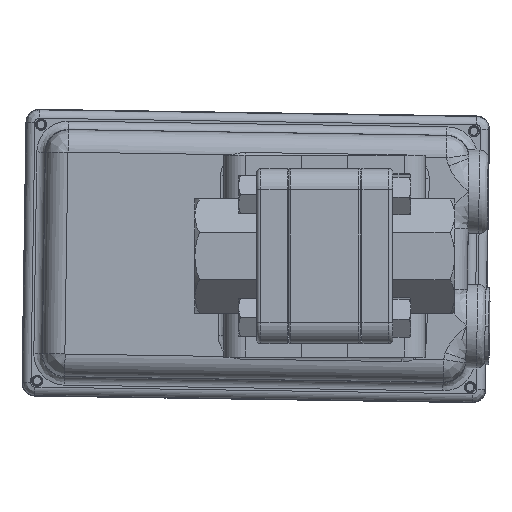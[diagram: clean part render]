
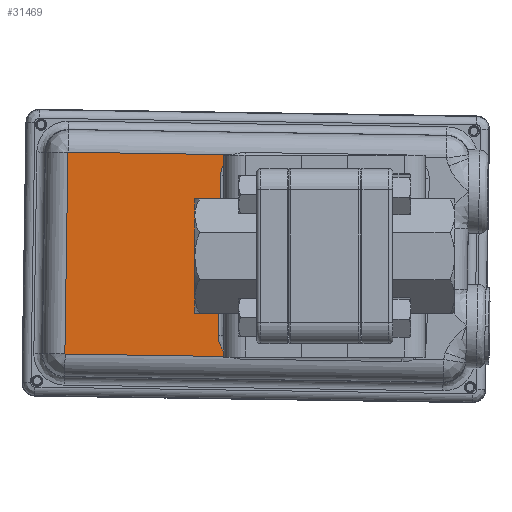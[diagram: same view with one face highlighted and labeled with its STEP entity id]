
A CAD part, front view. The second image highlights one B-rep face of the part: STEP entity #31469.
In plain terms, the highlighted planar face has unit normal (0, -1, 0).
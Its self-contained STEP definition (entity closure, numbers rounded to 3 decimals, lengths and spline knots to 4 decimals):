
#331 =( BOUNDED_CURVE ( )  B_SPLINE_CURVE ( 3, ( #38859, #25751, #5485, #29124 ),
 .UNSPECIFIED., .F., .T. ) 
 B_SPLINE_CURVE_WITH_KNOTS ( ( 4, 4 ),
 ( 0., 1. ),
 .UNSPECIFIED. ) 
 CURVE ( )  GEOMETRIC_REPRESENTATION_ITEM ( )  RATIONAL_B_SPLINE_CURVE ( ( 1., 0.805, 0.805, 1. ) ) 
 REPRESENTATION_ITEM ( '' )  );
#1682 = CARTESIAN_POINT ( 'NONE',  ( -3.861, 4.76, -1.456 ) ) ;
#2779 = CARTESIAN_POINT ( 'NONE',  ( -3.8156, 4.76, 1.5452 ) ) ;
#2794 = CARTESIAN_POINT ( 'NONE',  ( -3.8642, 4.76, -1.4527 ) ) ;
#3693 = VERTEX_POINT ( 'NONE', #12162 ) ;
#4132 = CARTESIAN_POINT ( 'NONE',  ( -1.5489, 4.76, 1.1971 ) ) ;
#4294 = EDGE_CURVE ( 'NONE', #32048, #16155, #4932, .T. ) ;
#4828 = LINE ( 'NONE', #17467, #38663 ) ;
#4932 = LINE ( 'NONE', #37882, #15089 ) ;
#5485 = CARTESIAN_POINT ( 'NONE',  ( -3.8175, 4.76, 1.5452 ) ) ;
#7141 = CARTESIAN_POINT ( 'NONE',  ( -1.4099, 4.76, -1.4931 ) ) ;
#7207 = CARTESIAN_POINT ( 'NONE',  ( -1.3645, 4.76, 1.5081 ) ) ;
#7373 = CARTESIAN_POINT ( 'NONE',  ( -1.3645, 4.76, 1.5081 ) ) ;
#7729 = VERTEX_POINT ( 'NONE', #1682 ) ;
#8734 = VERTEX_POINT ( 'NONE', #4132 ) ;
#10179 = CARTESIAN_POINT ( 'NONE',  ( -1.4099, 4.76, -1.4931 ) ) ;
#11207 = VERTEX_POINT ( 'NONE', #2779 ) ;
#12162 = CARTESIAN_POINT ( 'NONE',  ( -1.5848, 4.76, -1.1766 ) ) ;
#13381 = DIRECTION ( 'NONE',  ( -0.015, 0., -1. ) ) ;
#15089 = VECTOR ( 'NONE', #41270, 39.3701 ) ;
#15885 = ORIENTED_EDGE ( 'NONE', *, *, #38143, .F. ) ;
#16155 = VERTEX_POINT ( 'NONE', #42960 ) ;
#17467 = CARTESIAN_POINT ( 'NONE',  ( 1.8087, 4.76, 1.4602 ) ) ;
#18301 = ORIENTED_EDGE ( 'NONE', *, *, #34895, .F. ) ;
#19691 =( BOUNDED_CURVE ( )  B_SPLINE_CURVE ( 3, ( #36504, #19731, #23134, #2794 ),
 .UNSPECIFIED., .F., .T. ) 
 B_SPLINE_CURVE_WITH_KNOTS ( ( 4, 4 ),
 ( 0., 1. ),
 .UNSPECIFIED. ) 
 CURVE ( )  GEOMETRIC_REPRESENTATION_ITEM ( )  RATIONAL_B_SPLINE_CURVE ( ( 1., 0.805, 0.805, 1. ) ) 
 REPRESENTATION_ITEM ( '' )  );
#19731 = CARTESIAN_POINT ( 'NONE',  ( -3.8629, 4.76, -1.456 ) ) ;
#19878 = EDGE_CURVE ( 'NONE', #16155, #11207, #331, .T. ) ;
#19959 = CARTESIAN_POINT ( 'NONE',  ( -1.5868, 4.76, -1.3088 ) ) ;
#20446 = ORIENTED_EDGE ( 'NONE', *, *, #28936, .F. ) ;
#21110 = CARTESIAN_POINT ( 'NONE',  ( -1.5489, 4.76, 1.1971 ) ) ;
#21215 = PLANE ( 'NONE',  #34053 ) ;
#21552 = LINE ( 'NONE', #29931, #30515 ) ;
#23134 = CARTESIAN_POINT ( 'NONE',  ( -3.8642, 4.76, -1.4546 ) ) ;
#25751 = CARTESIAN_POINT ( 'NONE',  ( -3.8189, 4.76, 1.5439 ) ) ;
#26999 = CARTESIAN_POINT ( 'NONE',  ( -1.5848, 4.76, -1.1766 ) ) ;
#27272 = EDGE_CURVE ( 'NONE', #43251, #7729, #21552, .T. ) ;
#27279 = ORIENTED_EDGE ( 'NONE', *, *, #4294, .F. ) ;
#27724 = CARTESIAN_POINT ( 'NONE',  ( -1.4795, 4.76, 1.443 ) ) ;
#27842 = CARTESIAN_POINT ( 'NONE',  ( 1.7634, 4.76, -1.5378 ) ) ;
#27893 = CARTESIAN_POINT ( 'NONE',  ( -3.8642, 4.76, -1.4527 ) ) ;
#27968 = DIRECTION ( 'NONE',  ( -1., 0., 0. ) ) ;
#28936 = EDGE_CURVE ( 'NONE', #7729, #32048, #19691, .T. ) ;
#28968 = EDGE_LOOP ( 'NONE', ( #18301, #34732, #37044, #27279, #20446, #37477, #15885, #33148 ) ) ;
#29124 = CARTESIAN_POINT ( 'NONE',  ( -3.8156, 4.76, 1.5452 ) ) ;
#29931 = CARTESIAN_POINT ( 'NONE',  ( -0.0389, 4.76, -1.5138 ) ) ;
#30386 = CARTESIAN_POINT ( 'NONE',  ( -1.5229, 4.76, -1.4245 ) ) ;
#30515 = VECTOR ( 'NONE', #33295, 39.3701 ) ;
#31007 = DIRECTION ( 'NONE',  ( 1., 0., -0.015 ) ) ;
#31469 = ADVANCED_FACE ( 'NONE', ( #31884 ), #21215, .F. ) ;
#31884 = FACE_OUTER_BOUND ( 'NONE', #28968, .T. ) ;
#32048 = VERTEX_POINT ( 'NONE', #27893 ) ;
#32994 = VECTOR ( 'NONE', #13381, 39.3701 ) ;
#33148 = ORIENTED_EDGE ( 'NONE', *, *, #37341, .F. ) ;
#33295 = DIRECTION ( 'NONE',  ( -1., 0., 0.015 ) ) ;
#33607 = EDGE_CURVE ( 'NONE', #11207, #37643, #4828, .T. ) ;
#34053 = AXIS2_PLACEMENT_3D ( 'NONE', #27842, #37877, #27968 ) ;
#34732 = ORIENTED_EDGE ( 'NONE', *, *, #33607, .F. ) ;
#34895 = EDGE_CURVE ( 'NONE', #37643, #8734, #38982, .T. ) ;
#36504 = CARTESIAN_POINT ( 'NONE',  ( -3.861, 4.76, -1.456 ) ) ;
#36928 = CARTESIAN_POINT ( 'NONE',  ( -1.5489, 4.76, 1.1971 ) ) ;
#37044 = ORIENTED_EDGE ( 'NONE', *, *, #19878, .F. ) ;
#37341 = EDGE_CURVE ( 'NONE', #8734, #3693, #41953, .T. ) ;
#37477 = ORIENTED_EDGE ( 'NONE', *, *, #27272, .F. ) ;
#37643 = VERTEX_POINT ( 'NONE', #7373 ) ;
#37877 = DIRECTION ( 'NONE',  ( 0., 1., 0. ) ) ;
#37882 = CARTESIAN_POINT ( 'NONE',  ( -3.8416, 4.76, 0.0446 ) ) ;
#38143 = EDGE_CURVE ( 'NONE', #3693, #43251, #40599, .T. ) ;
#38663 = VECTOR ( 'NONE', #31007, 39.3701 ) ;
#38859 = CARTESIAN_POINT ( 'NONE',  ( -3.819, 4.76, 1.542 ) ) ;
#38982 =( BOUNDED_CURVE ( )  B_SPLINE_CURVE ( 3, ( #7207, #27724, #41294, #21110 ),
 .UNSPECIFIED., .F., .T. ) 
 B_SPLINE_CURVE_WITH_KNOTS ( ( 4, 4 ),
 ( 0., 1. ),
 .UNSPECIFIED. ) 
 CURVE ( )  GEOMETRIC_REPRESENTATION_ITEM ( )  RATIONAL_B_SPLINE_CURVE ( ( 1., 0.912, 0.912, 1. ) ) 
 REPRESENTATION_ITEM ( '' )  );
#40599 =( BOUNDED_CURVE ( )  B_SPLINE_CURVE ( 3, ( #26999, #19959, #30386, #10179 ),
 .UNSPECIFIED., .F., .F. ) 
 B_SPLINE_CURVE_WITH_KNOTS ( ( 4, 4 ),
 ( 0., 1. ),
 .UNSPECIFIED. ) 
 CURVE ( )  GEOMETRIC_REPRESENTATION_ITEM ( )  RATIONAL_B_SPLINE_CURVE ( ( 1., 0.912, 0.912, 1. ) ) 
 REPRESENTATION_ITEM ( '' )  );
#41270 = DIRECTION ( 'NONE',  ( 0.015, 0., 1. ) ) ;
#41294 = CARTESIAN_POINT ( 'NONE',  ( -1.5469, 4.76, 1.3293 ) ) ;
#41953 = LINE ( 'NONE', #36928, #32994 ) ;
#42960 = CARTESIAN_POINT ( 'NONE',  ( -3.819, 4.76, 1.542 ) ) ;
#43251 = VERTEX_POINT ( 'NONE', #7141 ) ;
